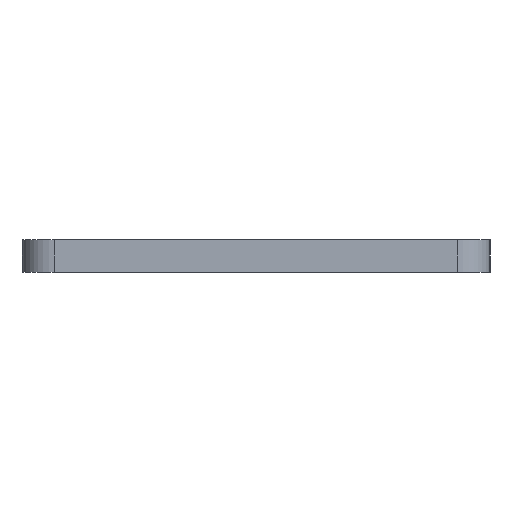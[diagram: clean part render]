
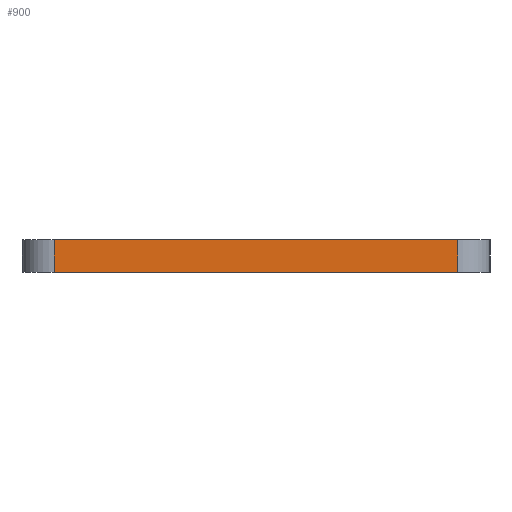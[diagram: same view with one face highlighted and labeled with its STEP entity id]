
A CAD part, left-side view. The second image highlights one B-rep face of the part: STEP entity #900.
In plain terms, the highlighted planar face has unit normal (-1, 0, 0).
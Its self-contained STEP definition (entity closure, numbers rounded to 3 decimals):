
#84 = VERTEX_POINT('',#85);
#85 = CARTESIAN_POINT('',(0.5,85.4,3.));
#92 = EDGE_CURVE('',#93,#84,#95,.T.);
#93 = VERTEX_POINT('',#94);
#94 = CARTESIAN_POINT('',(0.5,47.95,3.));
#95 = LINE('',#96,#97);
#96 = CARTESIAN_POINT('',(0.5,44.95,3.));
#97 = VECTOR('',#98,1.);
#98 = DIRECTION('',(0.,1.,0.));
#856 = VERTEX_POINT('',#857);
#857 = CARTESIAN_POINT('',(0.5,85.4,0.));
#866 = EDGE_CURVE('',#856,#84,#867,.T.);
#867 = LINE('',#868,#869);
#868 = CARTESIAN_POINT('',(0.5,85.4,0.));
#869 = VECTOR('',#870,1.);
#870 = DIRECTION('',(0.,0.,1.));
#900 = ADVANCED_FACE('',(#901),#919,.F.);
#901 = FACE_BOUND('',#902,.F.);
#902 = EDGE_LOOP('',(#903,#904,#912,#918));
#903 = ORIENTED_EDGE('',*,*,#92,.F.);
#904 = ORIENTED_EDGE('',*,*,#905,.F.);
#905 = EDGE_CURVE('',#906,#93,#908,.T.);
#906 = VERTEX_POINT('',#907);
#907 = CARTESIAN_POINT('',(0.5,47.95,0.));
#908 = LINE('',#909,#910);
#909 = CARTESIAN_POINT('',(0.5,47.95,0.));
#910 = VECTOR('',#911,1.);
#911 = DIRECTION('',(0.,0.,1.));
#912 = ORIENTED_EDGE('',*,*,#913,.T.);
#913 = EDGE_CURVE('',#906,#856,#914,.T.);
#914 = LINE('',#915,#916);
#915 = CARTESIAN_POINT('',(0.5,44.95,0.));
#916 = VECTOR('',#917,1.);
#917 = DIRECTION('',(0.,1.,0.));
#918 = ORIENTED_EDGE('',*,*,#866,.T.);
#919 = PLANE('',#920);
#920 = AXIS2_PLACEMENT_3D('',#921,#922,#923);
#921 = CARTESIAN_POINT('',(0.5,44.95,0.));
#922 = DIRECTION('',(1.,0.,0.));
#923 = DIRECTION('',(0.,0.,1.));
